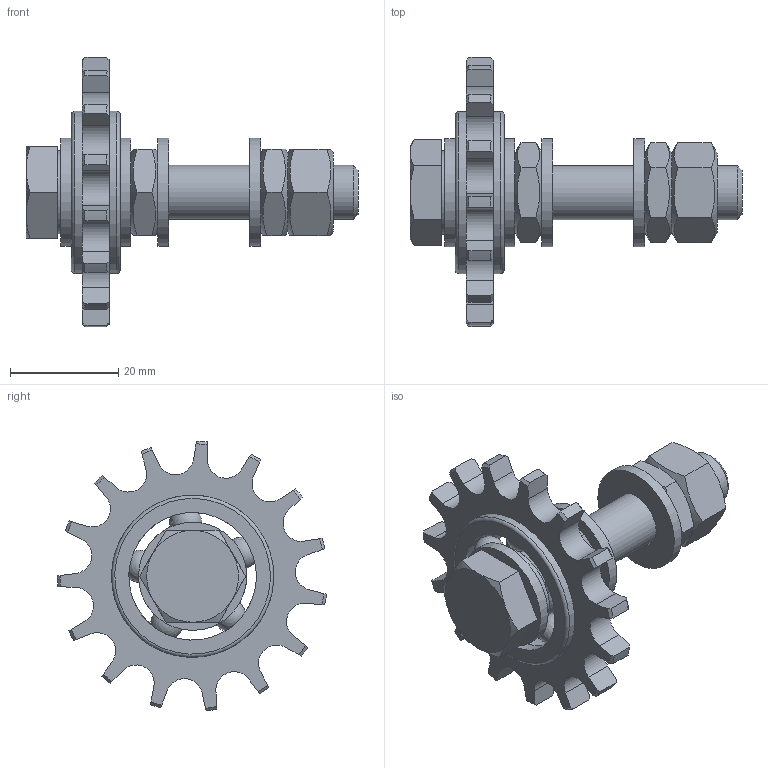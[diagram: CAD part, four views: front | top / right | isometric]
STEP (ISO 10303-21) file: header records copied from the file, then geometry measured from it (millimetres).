
FILE_DESCRIPTION(/* description */ ('Těleso řetězového kola'),/* implementation_level */ '2;1');
FILE_NAME(/* name */ '909006.stp',/* time_stamp */ '2015-07-24T11:44:31+02:00',/* author */ ('veronikaf'),/* organization */ (''),/* preprocessor_version */ 'ST-DEVELOPER v15.2',/* originating_system */ 'Autodesk Inventor 2014',/* authorisation */ '');
FILE_SCHEMA (('AUTOMOTIVE_DESIGN { 1 0 10303 214 3 1 1 }'));
Length unit declared in the file: millimetre
Products named in the file (7): 909006-1; Lozisko6200-2RS; 201055-5; 215010; ISO4035_M10N; ISO4032_M10; 909006
Assembly tree (10 placements, depth 2):
  909006
    909006-1
    Lozisko6200-2RS
    201055-5
    215010  x4
    ISO4035_M10N  x2
    ISO4032_M10
Bounding box: 61.4 x 49.78 x 49.86 mm (x, y, z)
Volume: 17672.9 mm3; surface area: 14244.6 mm2
Topology: 10 solids, 10 shells, 198 faces, 530 edges, 346 vertices
Faces by surface type: plane 78, cylinder 51, cone 50, torus 14, sphere 5
Full cylindrical faces by diameter (mm): 8.376 x3, 9.188 x1, 10 x2, 10.5 x4, 15.4 x1, 16.4 x2, 20 x4, 23.6 x2, 30 x2
Entity records: 5837 total; most frequent: CARTESIAN_POINT 1644, ORIENTED_EDGE 866, DIRECTION 830, EDGE_CURVE 433, AXIS2_PLACEMENT_3D 343, VERTEX_POINT 299, EDGE_LOOP 220, ADVANCED_FACE 173
